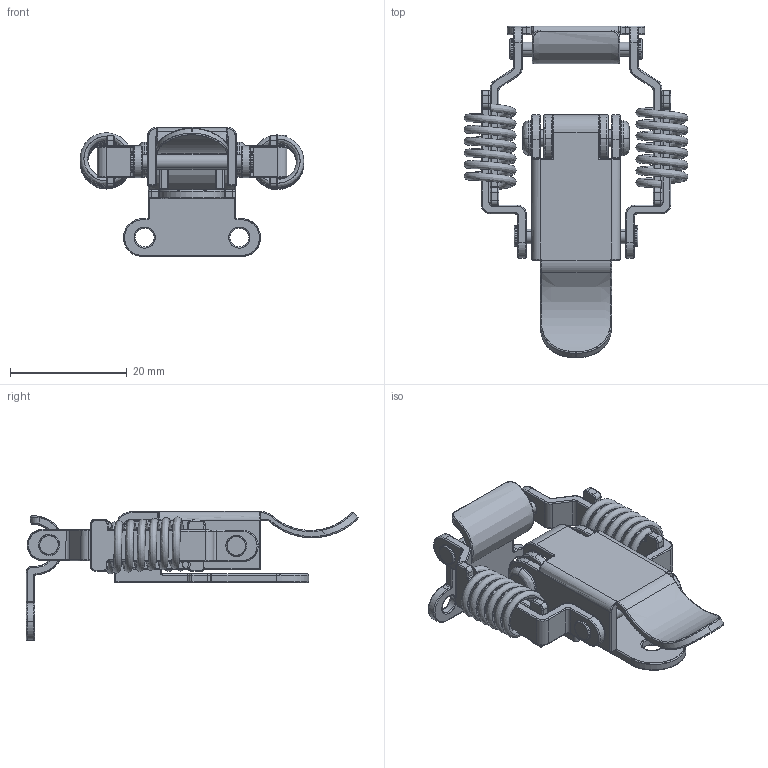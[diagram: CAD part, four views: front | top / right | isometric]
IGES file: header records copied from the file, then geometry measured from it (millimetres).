
Start section: SolidWorks IGES file using analytic representation for surfaces
Global section: file name: 1HTS-33-B.IGS; native system: SolidWorks 2010; preprocessor: SolidWorks 2010; author: Deathkiller; date: 140103.151008; units: millimetre
Bounding box: 38.3 x 56.83 x 22.1 mm (x, y, z)
Surface area: 8117.4 mm2 (no closed solid volume)
Topology: 0 solids, 0 shells, 702 faces, 5682 edges, 5676 vertices
Faces by surface type: bspline 393, revolution 309
